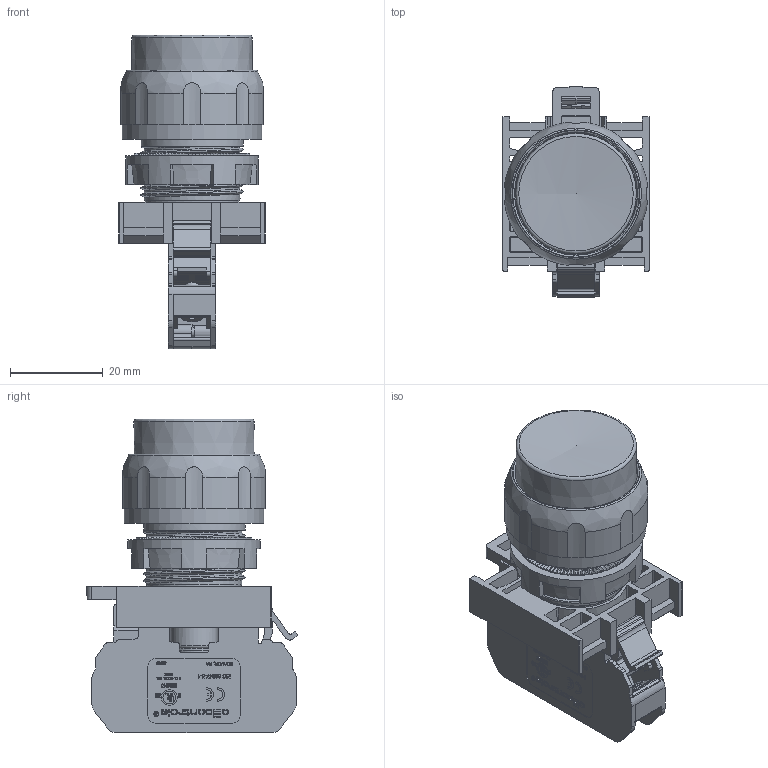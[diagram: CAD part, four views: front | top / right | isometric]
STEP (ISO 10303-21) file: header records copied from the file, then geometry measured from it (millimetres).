
FILE_DESCRIPTION(/* description */ (''),/* implementation_level */ '2;1');
FILE_NAME(/* name */ 'W22IPB-EA-FMXXXLA (V2.0).stp',/* time_stamp */ '2020-07-30T08:22:05+06:00',/* author */ ('Owner'),/* organization */ (''),/* preprocessor_version */ 'ST-DEVELOPER v18',/* originating_system */ 'Autodesk Inventor 2020',/* authorisation */ '');
FILE_SCHEMA (('AUTOMOTIVE_DESIGN { 1 0 10303 214 3 1 1 }'));
Length unit declared in the file: millimetre
Products named in the file (1): Part2
Bounding box: 31.5 x 45.52 x 67.5 mm (x, y, z)
Volume: 21421.2 mm3; surface area: 33495 mm2
Topology: 4 solids, 21 shells, 3803 faces, 10272 edges, 6642 vertices
Faces by surface type: plane 2627, cylinder 567, bspline 485, torus 60, cone 52, sphere 12
Full cylindrical faces by diameter (mm): 0.336 x1, 0.382 x1, 1.198 x12, 1.385 x4, 1.55 x2, 1.573 x8, 1.597 x4, 1.996 x8, 2.36 x1, 2.45 x2, 2.753 x2, 2.758 x1, 2.833 x1, 3.1 x2, 3.15 x2, 3.39 x2, 3.402 x1, 3.7 x2, 3.928 x1, 4.42 x2, 4.714 x1, 5.329 x1, 5.827 x1, 5.9 x2, 6.236 x1, 6.573 x1, 6.849 x1, 7.5 x2, 8.1 x1, 8.5 x1
Entity records: 134131 total; most frequent: CARTESIAN_POINT 36677, ORIENTED_EDGE 20536, DIRECTION 17649, EDGE_CURVE 10268, LINE 7135, VECTOR 7135, VERTEX_POINT 6642, AXIS2_PLACEMENT_3D 5257
